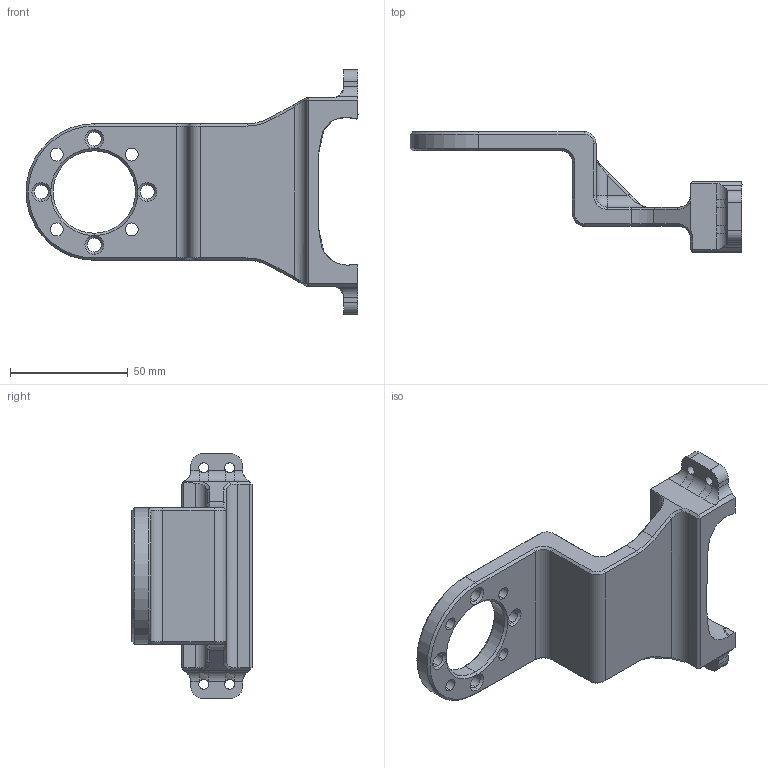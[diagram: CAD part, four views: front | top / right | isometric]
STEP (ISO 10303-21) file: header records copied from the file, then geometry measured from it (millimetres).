
FILE_DESCRIPTION (( 'STEP AP214' ), '1' );
FILE_NAME ('MFLEE_04A(抻芛標厥璃蜊).STEP', '2022-11-29T03:13:51', ( '' ), ( '' ), 'SwSTEP 2.0', 'SolidWorks 2020', '' );
FILE_SCHEMA (( 'AUTOMOTIVE_DESIGN' ));
Length unit declared in the file: millimetre
Products named in the file (1): MFLEE_04A(抻芛標厥璃蜊)
Bounding box: 141 x 51 x 104 mm (x, y, z)
Volume: 91145.4 mm3; surface area: 27329.9 mm2
Topology: 1 solids, 1 shells, 183 faces, 480 edges, 281 vertices
Faces by surface type: cylinder 58, plane 57, cone 37, bspline 29, sphere 2
Entity records: 12598 total; most frequent: CARTESIAN_POINT 8168, ORIENTED_EDGE 948, DIRECTION 862, EDGE_CURVE 474, AXIS2_PLACEMENT_3D 318, VERTEX_POINT 281, VECTOR 226, LINE 226
